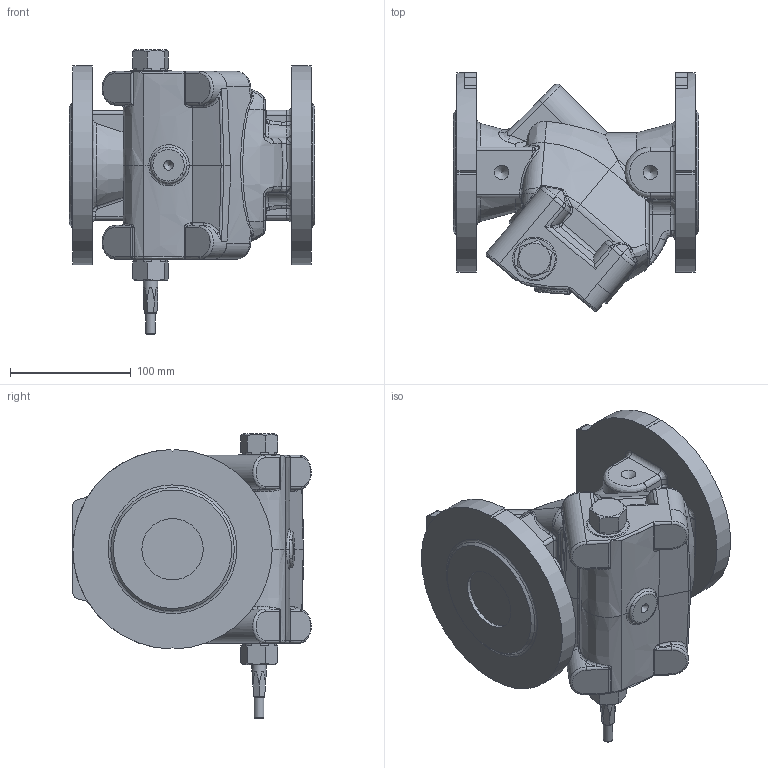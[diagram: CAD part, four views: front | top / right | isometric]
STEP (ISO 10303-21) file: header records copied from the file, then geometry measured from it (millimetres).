
FILE_DESCRIPTION (( 'STEP AP203' ), '1' );
FILE_NAME ('O_41_60_DN50.STEP', '2014-09-09T07:45:58', ( '' ), ( '' ), 'SwSTEP 2.0', 'SolidWorks 2012', '' );
FILE_SCHEMA (( 'CONFIG_CONTROL_DESIGN' ));
Length unit declared in the file: millimetre
Products named in the file (1): O_41_60_DN50
Bounding box: 203 x 197.22 x 235.25 mm (x, y, z)
Volume: 2857540.5 mm3; surface area: 193765 mm2
Topology: 1 solids, 1 shells, 550 faces, 1368 edges, 814 vertices
Faces by surface type: bspline 271, cylinder 138, plane 114, cone 27
Full cylindrical faces by diameter (mm): 8 x1, 12 x1, 50.8 x2
Entity records: 41960 total; most frequent: CARTESIAN_POINT 31272, ORIENTED_EDGE 2636, DIRECTION 1600, EDGE_CURVE 1318, VERTEX_POINT 800, AXIS2_PLACEMENT_3D 629, B_SPLINE_CURVE_WITH_KNOTS 591, EDGE_LOOP 580
